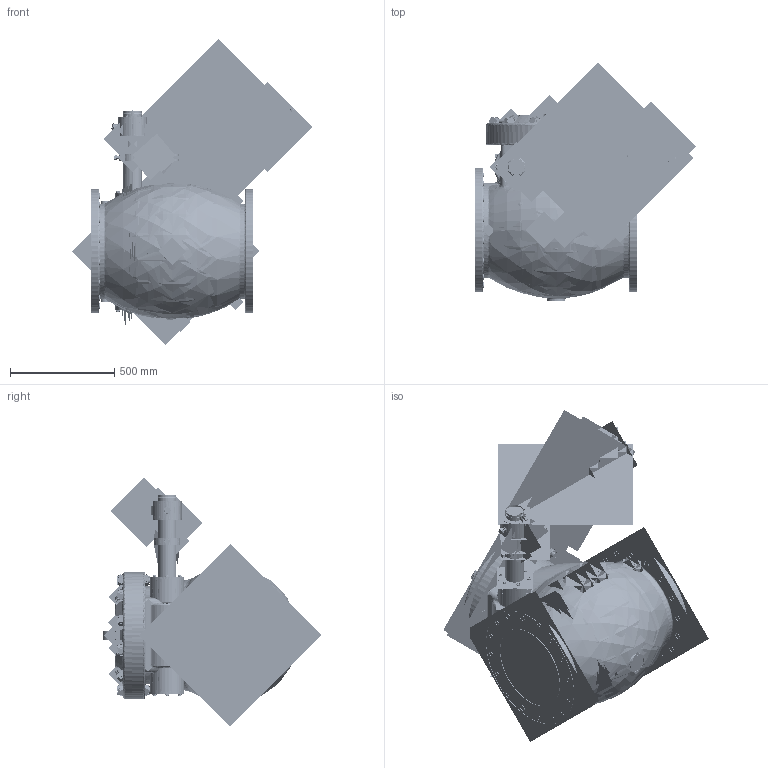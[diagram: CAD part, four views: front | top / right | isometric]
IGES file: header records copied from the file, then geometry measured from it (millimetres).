
Start section:  PTC IGES file: swing_check_valve_90001-flxfl-1_asm.igs
Global section: file name: swing_check_valve_90001-flxfl-1_asm.igs; native system: Creo Parametric by Parametric Technology Corporation; preprocessor: 2013050; author: HAPPY; organization: Unknown; date: 20170128.154246; units: inch
Bounding box: 1155.62 x 1243.96 x 1471.45 mm (x, y, z)
Volume: 106173291.2 mm3; surface area: 42318341.8 mm2
Topology: 66 solids, 66 shells, 4150 faces, 20616 edges, 25925 vertices
Faces by surface type: revolution 2538, bspline 1612
